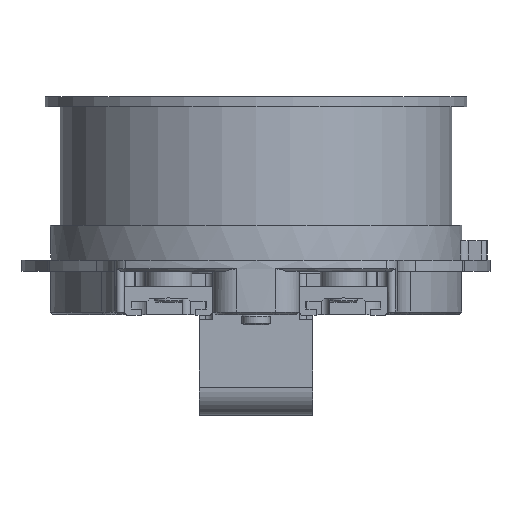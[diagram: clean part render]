
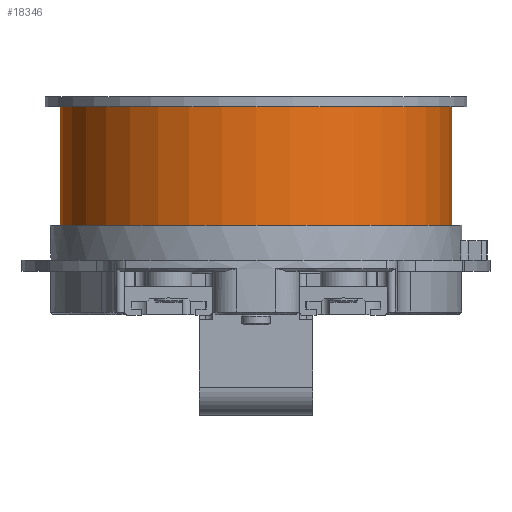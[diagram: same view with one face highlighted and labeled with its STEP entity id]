
A CAD part, left-side view. The second image highlights one B-rep face of the part: STEP entity #18346.
In plain terms, the highlighted cylindrical face has radius 38.1 mm (diameter 76.2 mm), a full revolution.
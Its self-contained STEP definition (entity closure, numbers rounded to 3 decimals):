
#1188=CYLINDRICAL_SURFACE('',#20383,38.1);
#2117=FACE_OUTER_BOUND('',#3208,.T.);
#3208=EDGE_LOOP('',(#16361,#16362,#16363,#16364));
#4555=CIRCLE('',#20382,38.1);
#4556=CIRCLE('',#20384,38.1);
#5722=LINE('',#32657,#6925);
#6925=VECTOR('',#25332,38.1);
#8679=VERTEX_POINT('',#32653);
#8680=VERTEX_POINT('',#32656);
#11275=EDGE_CURVE('',#8679,#8679,#4555,.T.);
#11276=EDGE_CURVE('',#8679,#8680,#5722,.T.);
#11277=EDGE_CURVE('',#8680,#8680,#4556,.T.);
#16361=ORIENTED_EDGE('',*,*,#11275,.F.);
#16362=ORIENTED_EDGE('',*,*,#11276,.T.);
#16363=ORIENTED_EDGE('',*,*,#11277,.T.);
#16364=ORIENTED_EDGE('',*,*,#11276,.F.);
#18346=ADVANCED_FACE('',(#2117),#1188,.T.);
#20382=AXIS2_PLACEMENT_3D('',#32654,#25328,#25329);
#20383=AXIS2_PLACEMENT_3D('',#32655,#25330,#25331);
#20384=AXIS2_PLACEMENT_3D('',#32658,#25333,#25334);
#25328=DIRECTION('center_axis',(0.,0.,1.));
#25329=DIRECTION('ref_axis',(-1.,0.,0.));
#25330=DIRECTION('center_axis',(0.,0.,1.));
#25331=DIRECTION('ref_axis',(1.,0.,0.));
#25332=DIRECTION('',(0.,0.,-1.));
#25333=DIRECTION('center_axis',(0.,0.,1.));
#25334=DIRECTION('ref_axis',(-1.,0.,0.));
#32653=CARTESIAN_POINT('',(-38.1,0.,31.));
#32654=CARTESIAN_POINT('Origin',(0.,0.,31.));
#32655=CARTESIAN_POINT('Origin',(0.,0.,4.75));
#32656=CARTESIAN_POINT('',(-38.1,0.,7.));
#32657=CARTESIAN_POINT('',(-38.1,0.,4.75));
#32658=CARTESIAN_POINT('Origin',(0.,0.,7.));
